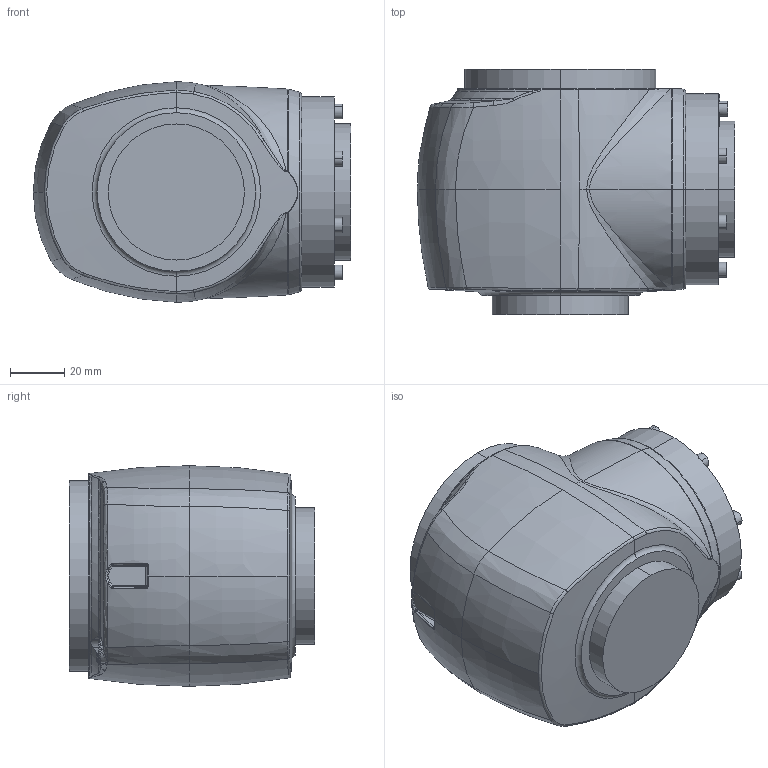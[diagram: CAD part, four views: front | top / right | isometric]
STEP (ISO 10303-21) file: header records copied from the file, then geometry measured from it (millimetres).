
FILE_DESCRIPTION (( 'STEP AP203' ), '1' );
FILE_NAME ('A5_Default_sldprt.STEP', '2021-04-18T17:54:29', ( '' ), ( '' ), 'SwSTEP 2.0', 'SolidWorks 2020', '' );
FILE_SCHEMA (( 'CONFIG_CONTROL_DESIGN' ));
Length unit declared in the file: millimetre
Products named in the file (1): A5_Default_sldprt
Bounding box: 116.5 x 90 x 81 mm (x, y, z)
Volume: 584384.8 mm3; surface area: 40359.7 mm2
Topology: 1 solids, 1 shells, 231 faces, 549 edges, 334 vertices
Faces by surface type: bspline 80, plane 55, cylinder 42, torus 38, cone 10, sphere 6
Entity records: 10070 total; most frequent: CARTESIAN_POINT 5215, ORIENTED_EDGE 1094, DIRECTION 870, EDGE_CURVE 547, AXIS2_PLACEMENT_3D 366, VERTEX_POINT 334, EDGE_LOOP 247, FACE_OUTER_BOUND 231
